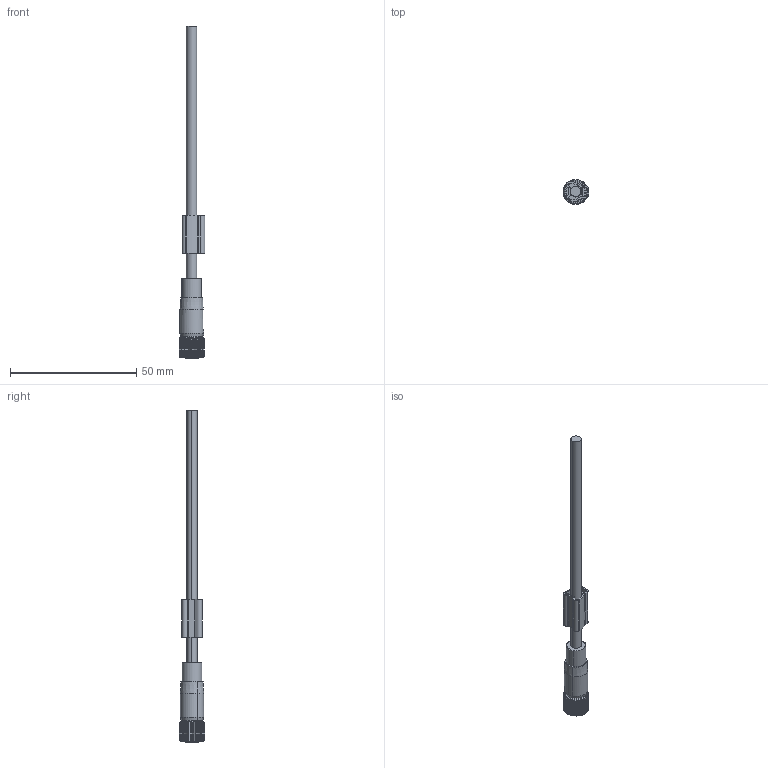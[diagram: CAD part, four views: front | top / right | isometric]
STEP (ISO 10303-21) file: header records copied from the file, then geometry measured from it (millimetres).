
FILE_DESCRIPTION(('CATIA V5 STEP Exchange','CAx-IF Rec.Pracs.--- Model Styling and Organization---1.4--- 2014-01-23'),'2;1');
FILE_NAME ('034349-1_1', '2020-03-19T13:50:21+00:00', ('none'), ('Weidmueller'), 'CATIA Version 5-6 Release 2016 SP3 HF44', 'CATIA V5 STEP AP214', 'none');
FILE_SCHEMA(('AUTOMOTIVE_DESIGN { 1 0 10303 214 1 1 1 1 }'));
Length unit declared in the file: millimetre
Products named in the file (1): 9457450300
Bounding box: 10.23 x 9.91 x 131.4 mm (x, y, z)
Volume: 3522.5 mm3; surface area: 4410.3 mm2
Topology: 14 solids, 14 shells, 645 faces, 1726 edges, 1128 vertices
Faces by surface type: plane 276, cylinder 252, cone 73, torus 23, bspline 15, revolution 4, sphere 2
Entity records: 20350 total; most frequent: CARTESIAN_POINT 5844, ORIENTED_EDGE 3424, DIRECTION 2192, EDGE_CURVE 1712, VERTEX_POINT 1128, AXIS2_PLACEMENT_3D 1072, EDGE_LOOP 698, VECTOR 653
